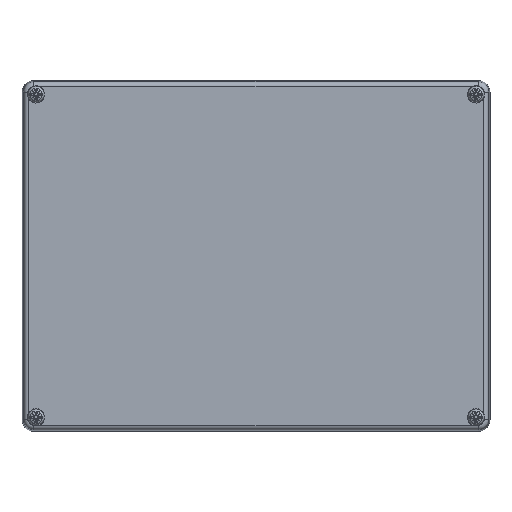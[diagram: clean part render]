
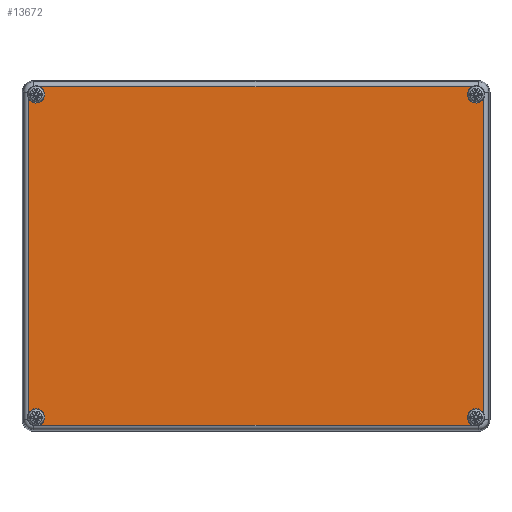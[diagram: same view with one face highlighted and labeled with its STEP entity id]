
A CAD part, top view. The second image highlights one B-rep face of the part: STEP entity #13672.
In plain terms, the highlighted face is planar.
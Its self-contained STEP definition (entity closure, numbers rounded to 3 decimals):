
#12884=CARTESIAN_POINT('',(92.4,-72.336,-40.0));
#12885=VERTEX_POINT('',#12884);
#12899=CARTESIAN_POINT('',(97.336,-67.4,-40.0));
#12900=VERTEX_POINT('',#12899);
#12901=CARTESIAN_POINT('',(94.,-69.,-40.0));
#12902=DIRECTION('',(0.0,0.0,1.0));
#12903=DIRECTION('',(1.0,0.0,0.0));
#12904=AXIS2_PLACEMENT_3D('',#12901,#12902,#12903);
#12905=CIRCLE('',#12904,3.7);
#12906=EDGE_CURVE('',#12900,#12885,#12905,.T.);
#12979=CARTESIAN_POINT('',(-97.336,-67.4,-40.0));
#12980=VERTEX_POINT('',#12979);
#12994=CARTESIAN_POINT('',(-92.4,-72.336,-40.0));
#12995=VERTEX_POINT('',#12994);
#12996=CARTESIAN_POINT('',(-94.,-69.,-40.0));
#12997=DIRECTION('',(0.0,0.0,1.0));
#12998=DIRECTION('',(1.0,0.0,0.0));
#12999=AXIS2_PLACEMENT_3D('',#12996,#12997,#12998);
#13000=CIRCLE('',#12999,3.7);
#13001=EDGE_CURVE('',#12995,#12980,#13000,.T.);
#13074=CARTESIAN_POINT('',(-92.4,72.336,-40.0));
#13075=VERTEX_POINT('',#13074);
#13089=CARTESIAN_POINT('',(-97.336,67.4,-40.0));
#13090=VERTEX_POINT('',#13089);
#13091=CARTESIAN_POINT('',(-94.,69.0,-40.0));
#13092=DIRECTION('',(0.0,0.0,1.0));
#13093=DIRECTION('',(1.0,0.0,0.0));
#13094=AXIS2_PLACEMENT_3D('',#13091,#13092,#13093);
#13095=CIRCLE('',#13094,3.7);
#13096=EDGE_CURVE('',#13090,#13075,#13095,.T.);
#13169=CARTESIAN_POINT('',(97.336,67.4,-40.0));
#13170=VERTEX_POINT('',#13169);
#13184=CARTESIAN_POINT('',(92.4,72.336,-40.0));
#13185=VERTEX_POINT('',#13184);
#13186=CARTESIAN_POINT('',(94.,69.,-40.0));
#13187=DIRECTION('',(0.0,0.0,1.0));
#13188=DIRECTION('',(1.0,0.0,0.0));
#13189=AXIS2_PLACEMENT_3D('',#13186,#13187,#13188);
#13190=CIRCLE('',#13189,3.7);
#13191=EDGE_CURVE('',#13185,#13170,#13190,.T.);
#13313=CARTESIAN_POINT('',(-92.4,-72.336,-40.0));
#13314=DIRECTION('',(1.0,0.0,0.0));
#13315=VECTOR('',#13314,184.801);
#13316=LINE('',#13313,#13315);
#13317=EDGE_CURVE('',#12995,#12885,#13316,.T.);
#13379=CARTESIAN_POINT('',(-97.336,67.4,-40.0));
#13380=DIRECTION('',(0.0,-1.0,0.0));
#13381=VECTOR('',#13380,134.801);
#13382=LINE('',#13379,#13381);
#13383=EDGE_CURVE('',#13090,#12980,#13382,.T.);
#13445=CARTESIAN_POINT('',(92.4,72.336,-40.0));
#13446=DIRECTION('',(-1.0,0.0,0.0));
#13447=VECTOR('',#13446,184.801);
#13448=LINE('',#13445,#13447);
#13449=EDGE_CURVE('',#13185,#13075,#13448,.T.);
#13534=CARTESIAN_POINT('',(97.336,-67.4,-40.0));
#13535=DIRECTION('',(0.0,1.0,0.0));
#13536=VECTOR('',#13535,134.801);
#13537=LINE('',#13534,#13536);
#13538=EDGE_CURVE('',#12900,#13170,#13537,.T.);
#13657=CARTESIAN_POINT('',(0.,0.,-40.0));
#13658=DIRECTION('',(0.0,0.0,1.0));
#13659=DIRECTION('',(1.0,0.0,0.0));
#13660=AXIS2_PLACEMENT_3D('',#13657,#13658,#13659);
#13661=PLANE('',#13660);
#13662=ORIENTED_EDGE('',*,*,#12906,.T.);
#13663=ORIENTED_EDGE('',*,*,#13317,.F.);
#13664=ORIENTED_EDGE('',*,*,#13001,.T.);
#13665=ORIENTED_EDGE('',*,*,#13383,.F.);
#13666=ORIENTED_EDGE('',*,*,#13096,.T.);
#13667=ORIENTED_EDGE('',*,*,#13449,.F.);
#13668=ORIENTED_EDGE('',*,*,#13191,.T.);
#13669=ORIENTED_EDGE('',*,*,#13538,.F.);
#13670=EDGE_LOOP('',(#13662,#13663,#13664,#13665,#13666,#13667,#13668,#13669));
#13671=FACE_OUTER_BOUND('',#13670,.T.);
#13672=ADVANCED_FACE('',(#13671),#13661,.F.);
